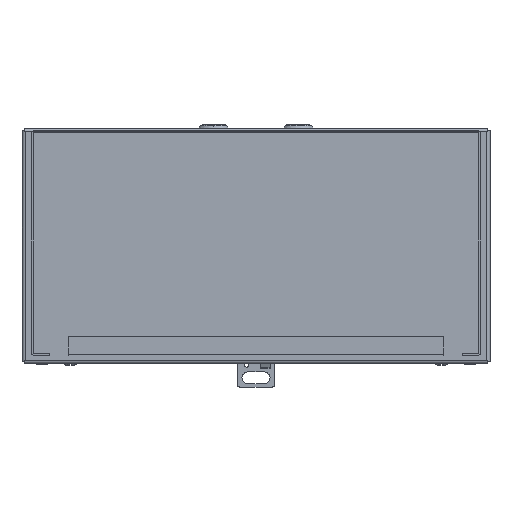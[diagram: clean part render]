
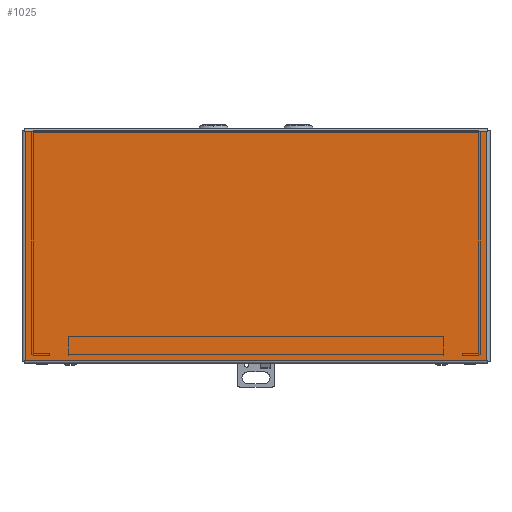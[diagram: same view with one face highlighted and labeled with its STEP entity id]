
A CAD part, top view. The second image highlights one B-rep face of the part: STEP entity #1025.
In plain terms, the highlighted planar face has unit normal (0, 0, 1).
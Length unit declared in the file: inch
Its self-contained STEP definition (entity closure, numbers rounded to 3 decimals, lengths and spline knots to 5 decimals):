
#65 = LINE ( 'NONE', #12724, #14220 ) ;
#206 = EDGE_CURVE ( 'NONE', #1958, #4918, #11230, .T. ) ;
#413 = EDGE_CURVE ( 'NONE', #10659, #4294, #13500, .T. ) ;
#1025 = ADVANCED_FACE ( 'NONE', ( #2575 ), #12777, .T. ) ;
#1128 = VECTOR ( 'NONE', #9302, 39.37008 ) ;
#1418 = DIRECTION ( 'NONE',  ( 0., 0., 1. ) ) ;
#1958 = VERTEX_POINT ( 'NONE', #3418 ) ;
#2115 = VECTOR ( 'NONE', #7570, 39.37008 ) ;
#2575 = FACE_OUTER_BOUND ( 'NONE', #11615, .T. ) ;
#2765 = CARTESIAN_POINT ( 'NONE',  ( -6.1585, -6.135, 8.0285 ) ) ;
#3418 = CARTESIAN_POINT ( 'NONE',  ( 6.1585, -0.029, 8.0285 ) ) ;
#3519 = DIRECTION ( 'NONE',  ( -1., 0., 0. ) ) ;
#3730 = CARTESIAN_POINT ( 'NONE',  ( 6.1585, -6.135, 8.0285 ) ) ;
#3989 = ORIENTED_EDGE ( 'NONE', *, *, #14876, .F. ) ;
#4294 = VERTEX_POINT ( 'NONE', #14135 ) ;
#4387 = DIRECTION ( 'NONE',  ( 0., -1., 0. ) ) ;
#4587 = EDGE_CURVE ( 'NONE', #4918, #10659, #65, .T. ) ;
#4918 = VERTEX_POINT ( 'NONE', #3730 ) ;
#5615 = LINE ( 'NONE', #8155, #1128 ) ;
#7570 = DIRECTION ( 'NONE',  ( 0., 1., 0. ) ) ;
#7673 = ORIENTED_EDGE ( 'NONE', *, *, #206, .F. ) ;
#8155 = CARTESIAN_POINT ( 'NONE',  ( -6.1585, -0.029, 8.0285 ) ) ;
#9302 = DIRECTION ( 'NONE',  ( 1., 0., 0. ) ) ;
#9707 = VECTOR ( 'NONE', #4387, 39.37008 ) ;
#10659 = VERTEX_POINT ( 'NONE', #12027 ) ;
#10865 = AXIS2_PLACEMENT_3D ( 'NONE', #11928, #1418, #15154 ) ;
#11230 = LINE ( 'NONE', #13616, #9707 ) ;
#11615 = EDGE_LOOP ( 'NONE', ( #13563, #15114, #7673, #3989 ) ) ;
#11928 = CARTESIAN_POINT ( 'NONE',  ( 6.1585, -0.029, 8.0285 ) ) ;
#12027 = CARTESIAN_POINT ( 'NONE',  ( -6.1585, -6.135, 8.0285 ) ) ;
#12724 = CARTESIAN_POINT ( 'NONE',  ( 6.1585, -6.135, 8.0285 ) ) ;
#12777 = PLANE ( 'NONE',  #10865 ) ;
#13500 = LINE ( 'NONE', #2765, #2115 ) ;
#13563 = ORIENTED_EDGE ( 'NONE', *, *, #413, .F. ) ;
#13616 = CARTESIAN_POINT ( 'NONE',  ( 6.1585, -0.029, 8.0285 ) ) ;
#14135 = CARTESIAN_POINT ( 'NONE',  ( -6.1585, -0.029, 8.0285 ) ) ;
#14220 = VECTOR ( 'NONE', #3519, 39.37008 ) ;
#14876 = EDGE_CURVE ( 'NONE', #4294, #1958, #5615, .T. ) ;
#15114 = ORIENTED_EDGE ( 'NONE', *, *, #4587, .F. ) ;
#15154 = DIRECTION ( 'NONE',  ( -1., 0., 0. ) ) ;
